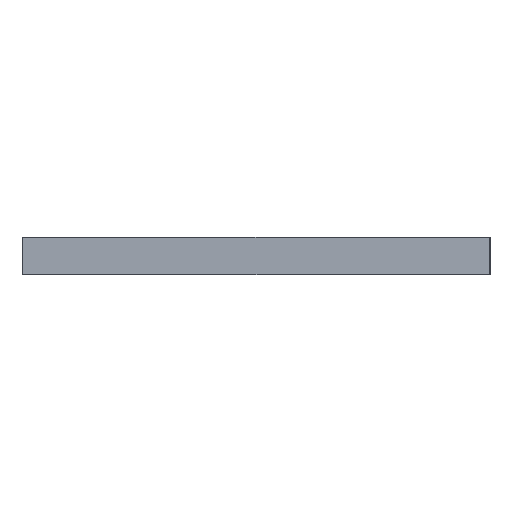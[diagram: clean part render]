
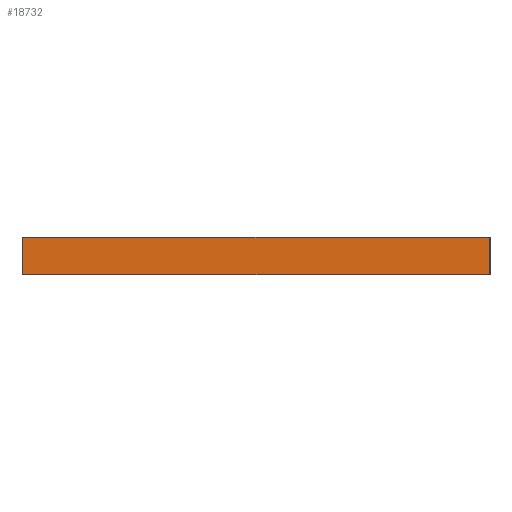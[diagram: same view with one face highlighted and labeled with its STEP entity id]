
A CAD part, front view. The second image highlights one B-rep face of the part: STEP entity #18732.
In plain terms, the highlighted planar face has unit normal (0, -1, 0).
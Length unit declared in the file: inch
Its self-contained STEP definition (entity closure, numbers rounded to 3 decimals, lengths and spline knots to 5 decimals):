
#3836=FACE_OUTER_BOUND('',#5818,.T.);
#5818=EDGE_LOOP('',(#14542,#14543,#14544,#14545));
#7289=LINE('',#28651,#8098);
#7320=LINE('',#32415,#8129);
#7349=LINE('',#33281,#8158);
#7350=LINE('',#33283,#8159);
#8098=VECTOR('',#22533,0.3937);
#8129=VECTOR('',#23340,0.3937);
#8158=VECTOR('',#24235,0.3937);
#8159=VECTOR('',#24238,0.3937);
#8903=VERTEX_POINT('',#28649);
#8904=VERTEX_POINT('',#28650);
#9460=VERTEX_POINT('',#32411);
#9462=VERTEX_POINT('',#32414);
#10601=EDGE_CURVE('',#8903,#8904,#7289,.T.);
#11244=EDGE_CURVE('',#9460,#9462,#7320,.T.);
#11671=EDGE_CURVE('',#9460,#8904,#7349,.T.);
#11672=EDGE_CURVE('',#9462,#8903,#7350,.T.);
#14542=ORIENTED_EDGE('',*,*,#11671,.T.);
#14543=ORIENTED_EDGE('',*,*,#10601,.F.);
#14544=ORIENTED_EDGE('',*,*,#11672,.F.);
#14545=ORIENTED_EDGE('',*,*,#11244,.F.);
#18236=PLANE('',#20682);
#18732=ADVANCED_FACE('',(#3836),#18236,.T.);
#20682=AXIS2_PLACEMENT_3D('',#33282,#24236,#24237);
#22533=DIRECTION('',(-1.,0.,0.));
#23340=DIRECTION('',(1.,0.,0.));
#24235=DIRECTION('',(0.,0.,-1.));
#24236=DIRECTION('center_axis',(0.,-1.,0.));
#24237=DIRECTION('ref_axis',(1.,0.,0.));
#24238=DIRECTION('',(0.,0.,-1.));
#28649=CARTESIAN_POINT('',(16.22587,0.,-0.03));
#28650=CARTESIAN_POINT('',(4.27001,0.,-0.03));
#28651=CARTESIAN_POINT('',(16.22587,0.,-0.03));
#32411=CARTESIAN_POINT('',(4.27001,0.,0.92));
#32414=CARTESIAN_POINT('',(16.22587,0.,0.92));
#32415=CARTESIAN_POINT('',(4.24794,0.,0.92));
#33281=CARTESIAN_POINT('',(4.27001,0.,0.));
#33282=CARTESIAN_POINT('Origin',(4.24794,0.,0.));
#33283=CARTESIAN_POINT('',(16.22587,0.,0.));
